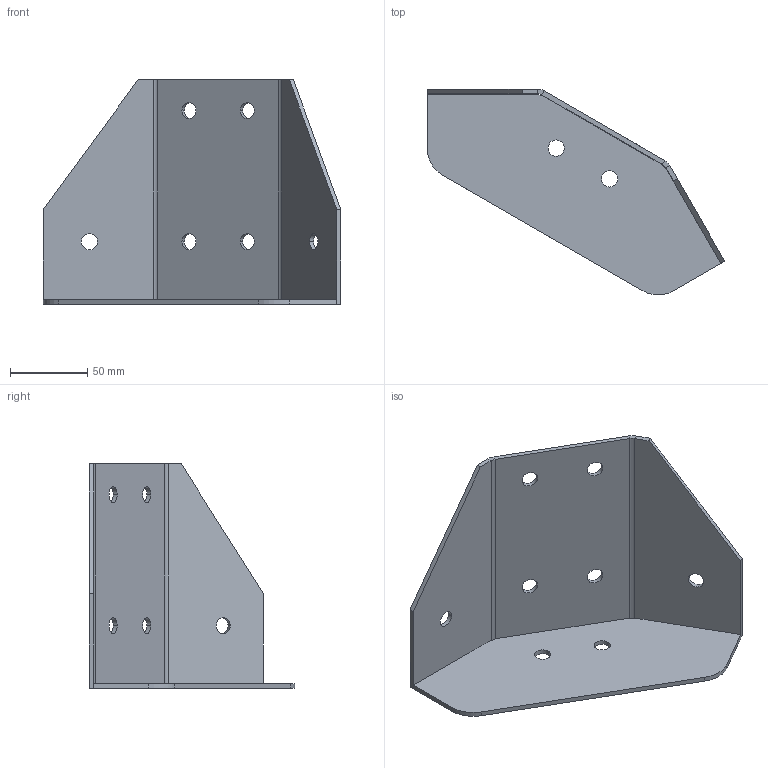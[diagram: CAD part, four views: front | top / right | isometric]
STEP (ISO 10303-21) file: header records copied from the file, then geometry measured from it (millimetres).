
FILE_DESCRIPTION (( 'STEP AP203' ), '1' );
FILE_NAME ('CV02-C-01_REV_.step', '2025-08-17T04:00:43', ( '' ), ( '' ), 'SwSTEP 2.0', 'SolidWorks 2024', '' );
FILE_SCHEMA (( 'CONFIG_CONTROL_DESIGN' ));
Length unit declared in the file: millimetre
Products named in the file (1): CV02-C-01_REV_
Bounding box: 193 x 133.22 x 145.5 mm (x, y, z)
Volume: 128364.1 mm3; surface area: 89941 mm2
Topology: 2 solids, 2 shells, 52 faces, 128 edges, 80 vertices
Faces by surface type: plane 30, cylinder 22
Entity records: 1635 total; most frequent: DIRECTION 278, CARTESIAN_POINT 261, ORIENTED_EDGE 256, EDGE_CURVE 128, AXIS2_PLACEMENT_3D 97, VECTOR 84, LINE 84, VERTEX_POINT 80
